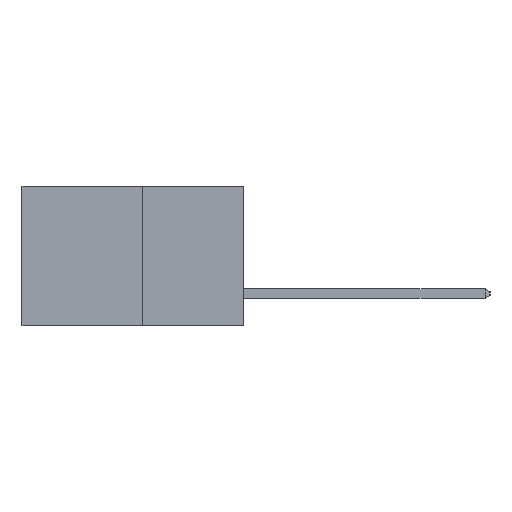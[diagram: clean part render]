
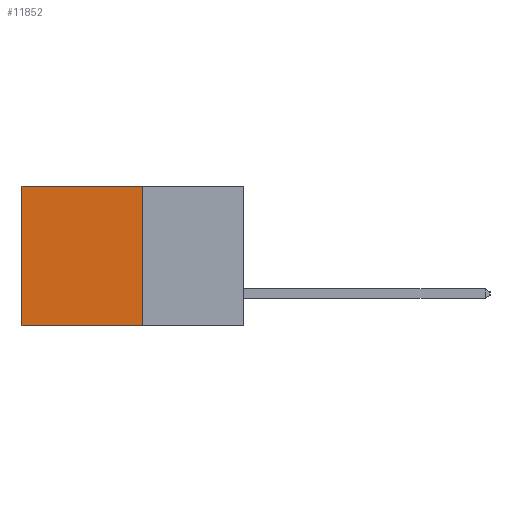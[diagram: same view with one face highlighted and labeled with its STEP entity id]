
A CAD part, left-side view. The second image highlights one B-rep face of the part: STEP entity #11852.
In plain terms, the highlighted planar face has unit normal (-1, 0, 0).
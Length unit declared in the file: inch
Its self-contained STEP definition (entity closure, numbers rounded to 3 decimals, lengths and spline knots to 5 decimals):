
#26 = VERTEX_POINT ( 'NONE', #13042 ) ;
#139 = DIRECTION ( 'NONE',  ( 0., 1., 0. ) ) ;
#1215 = EDGE_CURVE ( 'NONE', #1401, #16461, #9175, .T. ) ;
#1401 = VERTEX_POINT ( 'NONE', #11114 ) ;
#1678 = VECTOR ( 'NONE', #5346, 39.37008 ) ;
#1787 = VECTOR ( 'NONE', #11169, 39.37008 ) ;
#2855 = EDGE_CURVE ( 'NONE', #16461, #26, #13982, .T. ) ;
#3239 = VECTOR ( 'NONE', #139, 39.37008 ) ;
#3732 = LINE ( 'NONE', #9002, #7008 ) ;
#5346 = DIRECTION ( 'NONE',  ( 0., 0., -1. ) ) ;
#6629 = CARTESIAN_POINT ( 'NONE',  ( 0.277, 0.27, -0.37 ) ) ;
#7008 = VECTOR ( 'NONE', #8939, 39.37008 ) ;
#7561 = EDGE_CURVE ( 'NONE', #1401, #13510, #3732, .T. ) ;
#8391 = ORIENTED_EDGE ( 'NONE', *, *, #1215, .F. ) ;
#8543 = AXIS2_PLACEMENT_3D ( 'NONE', #6629, #17069, #9386 ) ;
#8808 = ORIENTED_EDGE ( 'NONE', *, *, #7561, .T. ) ;
#8839 = LINE ( 'NONE', #13708, #1787 ) ;
#8939 = DIRECTION ( 'NONE',  ( 0., 1., 0. ) ) ;
#9002 = CARTESIAN_POINT ( 'NONE',  ( 0.277, 0.27, 0. ) ) ;
#9175 = LINE ( 'NONE', #15917, #1678 ) ;
#9386 = DIRECTION ( 'NONE',  ( 0., 0., -1. ) ) ;
#11114 = CARTESIAN_POINT ( 'NONE',  ( 0.277, 0.27, 0. ) ) ;
#11169 = DIRECTION ( 'NONE',  ( 0., 0., -1. ) ) ;
#11393 = CARTESIAN_POINT ( 'NONE',  ( 0.277, 0.59, 0. ) ) ;
#11541 = ORIENTED_EDGE ( 'NONE', *, *, #15366, .T. ) ;
#11795 = CARTESIAN_POINT ( 'NONE',  ( 0.277, 0.27, -0.37 ) ) ;
#11852 = ADVANCED_FACE ( 'NONE', ( #17440 ), #14519, .F. ) ;
#12764 = EDGE_LOOP ( 'NONE', ( #11541, #14899, #8391, #8808 ) ) ;
#13042 = CARTESIAN_POINT ( 'NONE',  ( 0.277, 0.59, -0.37 ) ) ;
#13405 = CARTESIAN_POINT ( 'NONE',  ( 0.277, 0.27, -0.37 ) ) ;
#13510 = VERTEX_POINT ( 'NONE', #11393 ) ;
#13708 = CARTESIAN_POINT ( 'NONE',  ( 0.277, 0.59, -0.37 ) ) ;
#13982 = LINE ( 'NONE', #11795, #3239 ) ;
#14519 = PLANE ( 'NONE',  #8543 ) ;
#14899 = ORIENTED_EDGE ( 'NONE', *, *, #2855, .F. ) ;
#15366 = EDGE_CURVE ( 'NONE', #13510, #26, #8839, .T. ) ;
#15917 = CARTESIAN_POINT ( 'NONE',  ( 0.277, 0.27, -0.37 ) ) ;
#16461 = VERTEX_POINT ( 'NONE', #13405 ) ;
#17069 = DIRECTION ( 'NONE',  ( 1., 0., 0. ) ) ;
#17440 = FACE_OUTER_BOUND ( 'NONE', #12764, .T. ) ;
